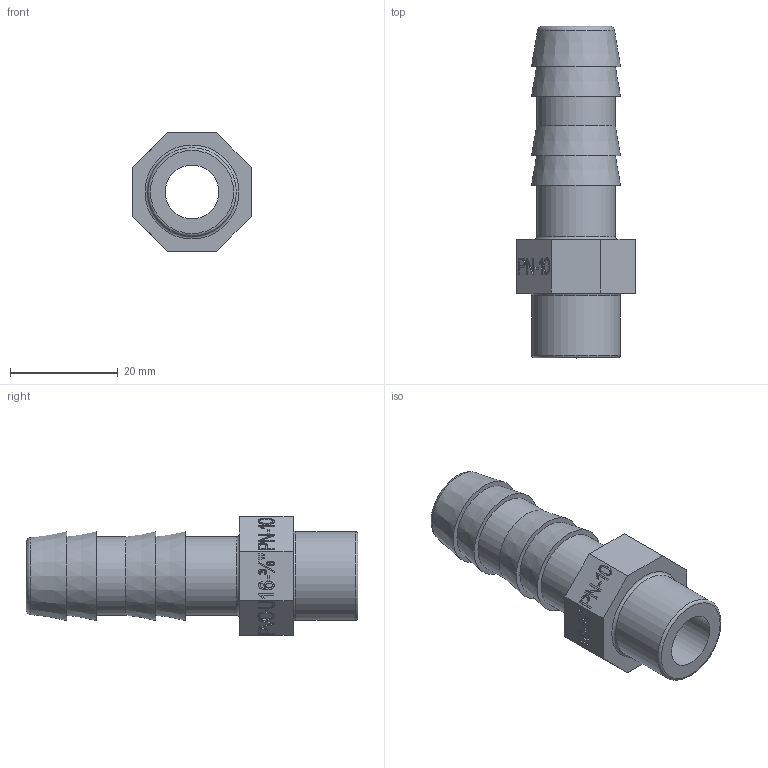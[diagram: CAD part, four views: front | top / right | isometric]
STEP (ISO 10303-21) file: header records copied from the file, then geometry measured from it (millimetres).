
FILE_DESCRIPTION( ( 'Unknown' ), '1' );
FILE_NAME( 'Espiga ø 16-3_8'''' Rev.2.stp', 'Unknown', ( 'Unknown' ), ( 'Unknown' ), 'PSStep 16.0.42', 'Unknown', ' ' );
FILE_SCHEMA( ( 'AUTOMOTIVE_DESIGN { 1 0 10303 214 1 1 1 1 }' ) );
Length unit declared in the file: millimetre
Products named in the file (1): 1
Bounding box: 22 x 61.5 x 22 mm (x, y, z)
Volume: 8750.2 mm3; surface area: 6186.5 mm2
Topology: 1 solids, 1 shells, 259 faces, 666 edges, 443 vertices
Faces by surface type: plane 149, extrusion 64, cylinder 38, torus 4, cone 4
Full cylindrical faces by diameter (mm): 5.76 x1, 6 x1, 10 x1, 14.5 x1, 14.56 x1, 16.4 x1
Entity records: 10455 total; most frequent: CARTESIAN_POINT 2275, ORIENTED_EDGE 1300, DIRECTION 1065, EDGE_CURVE 650, VECTOR 499, VERTEX_POINT 441, LINE 435, EDGE_LOOP 309
